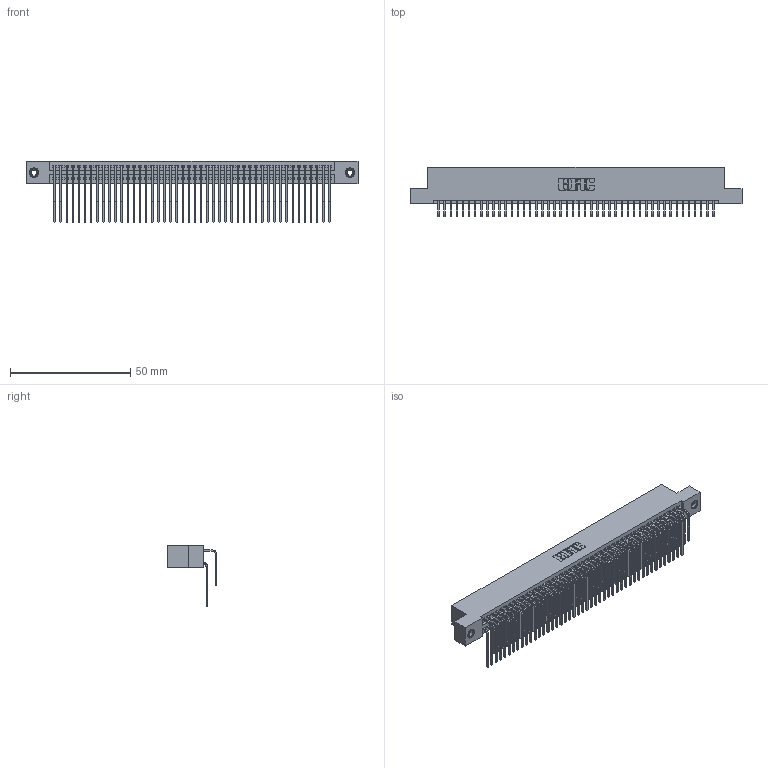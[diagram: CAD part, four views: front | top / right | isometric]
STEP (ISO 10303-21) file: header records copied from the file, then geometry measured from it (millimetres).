
FILE_DESCRIPTION (( 'STEP AP203' ), '1' );
FILE_NAME ('345-092-559-208.STEP', '2018-10-04T22:35:27', ( '' ), ( '' ), 'SwSTEP 2.0', 'SolidWorks 2016', '' );
FILE_SCHEMA (( 'CONFIG_CONTROL_DESIGN' ));
Length unit declared in the file: inch
Products named in the file (5): 345-092-559-208; 345 Part_Flush Mounting Lugs - 0.156 Dia-TI; 345-292-001_559 Tail - 2; 345-250-001_345-250-003-102; 345-292-001_558 559 Tail - 1
Assembly tree (95 placements, depth 2):
  345-092-559-208
    345 Part_Flush Mounting Lugs - 0.156 Dia-TI
    345-292-001_558 559 Tail - 1  x46
    345-292-001_559 Tail - 2  x46
    345-250-001_345-250-003-102  x2
Bounding box: 138.05 x 20.56 x 25.53 mm (x, y, z)
Volume: 13971.6 mm3; surface area: 23238.8 mm2
Topology: 95 solids, 95 shells, 4970 faces, 14737 edges, 9694 vertices
Faces by surface type: plane 3332, cylinder 1622, cone 12, torus 4
Entity records: 38392 total; most frequent: CARTESIAN_POINT 6458, ORIENTED_EDGE 6334, DIRECTION 5689, EDGE_CURVE 3167, LINE 2791, VECTOR 2791, VERTEX_POINT 2104, AXIS2_PLACEMENT_3D 1449
